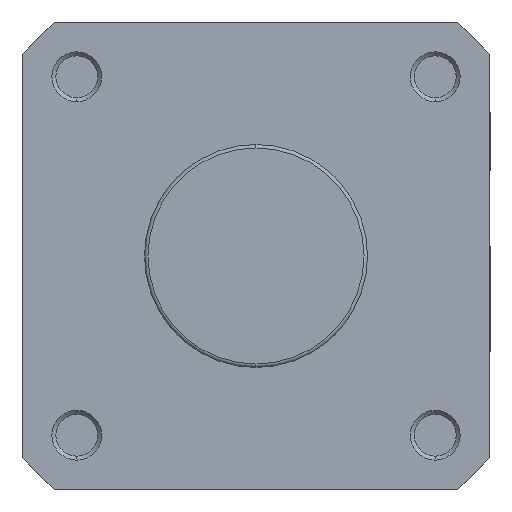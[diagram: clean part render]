
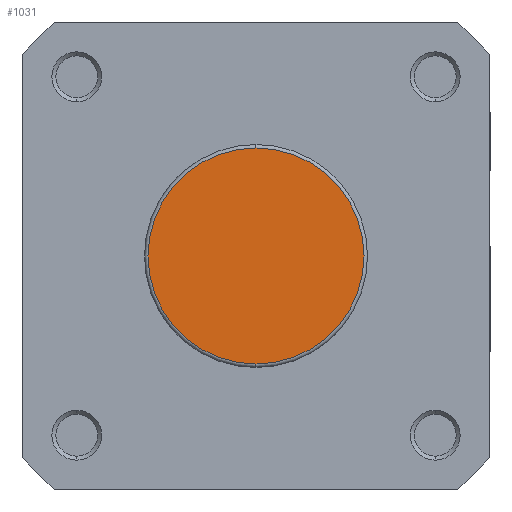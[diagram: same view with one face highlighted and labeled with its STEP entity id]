
A CAD part, left-side view. The second image highlights one B-rep face of the part: STEP entity #1031.
In plain terms, the highlighted planar face has unit normal (-1, 0, 0).
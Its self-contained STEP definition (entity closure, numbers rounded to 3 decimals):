
#98 = VERTEX_POINT ( 'NONE', #2190 ) ;
#105 = VERTEX_POINT ( 'NONE', #2197 ) ;
#407 = AXIS2_PLACEMENT_3D ( 'NONE', #2964, #2966, #2967 ) ;
#521 = AXIS2_PLACEMENT_3D ( 'NONE', #3411, #3419, #3420 ) ;
#624 = AXIS2_PLACEMENT_3D ( 'NONE', #4302, #4310, #4311 ) ;
#1031 = ADVANCED_FACE ( 'NONE', ( #1881 ), #2965, .F. ) ;
#1881 = FACE_OUTER_BOUND ( 'NONE', #5388, .T. ) ;
#2190 = CARTESIAN_POINT ( 'NONE',  ( 0., 0., 21.7 ) ) ;
#2197 = CARTESIAN_POINT ( 'NONE',  ( 0., 0., -21.7 ) ) ;
#2964 = CARTESIAN_POINT ( 'NONE',  ( 0., 22.4, 0. ) ) ;
#2965 = PLANE ( 'NONE',  #407 ) ;
#2966 = DIRECTION ( 'NONE',  ( 1., 0., 0. ) ) ;
#2967 = DIRECTION ( 'NONE',  ( 0., 0., -1. ) ) ;
#3411 = CARTESIAN_POINT ( 'NONE',  ( 0., 0., 0. ) ) ;
#3419 = DIRECTION ( 'NONE',  ( -1., 0., 0. ) ) ;
#3420 = DIRECTION ( 'NONE',  ( 0., 0., -1. ) ) ;
#3448 = CIRCLE ( 'NONE', #521, 21.7 ) ;
#3702 = CIRCLE ( 'NONE', #624, 21.7 ) ;
#4302 = CARTESIAN_POINT ( 'NONE',  ( 0., 0., 0. ) ) ;
#4310 = DIRECTION ( 'NONE',  ( -1., 0., 0. ) ) ;
#4311 = DIRECTION ( 'NONE',  ( 0., 0., -1. ) ) ;
#4797 = EDGE_CURVE ( 'NONE', #98, #105, #3448, .T. ) ;
#4973 = EDGE_CURVE ( 'NONE', #105, #98, #3702, .T. ) ;
#5388 = EDGE_LOOP ( 'NONE', ( #5404, #5418 ) ) ;
#5404 = ORIENTED_EDGE ( 'NONE', *, *, #4973, .T. ) ;
#5418 = ORIENTED_EDGE ( 'NONE', *, *, #4797, .T. ) ;
